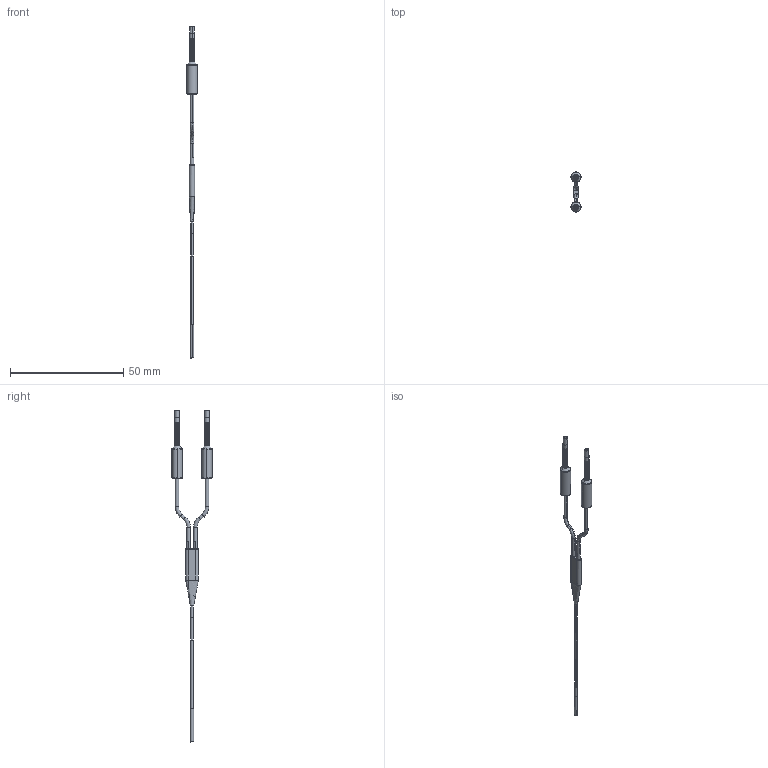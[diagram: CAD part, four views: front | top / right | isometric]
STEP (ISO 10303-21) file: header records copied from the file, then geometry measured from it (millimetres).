
FILE_DESCRIPTION((''),'2;1');
FILE_NAME('166386_ASM','2016-01-05T',('pdmadmin'),(''),'PRO/ENGINEER BY PARAMETRIC TECHNOLOGY CORPORATION, 2013230','PRO/ENGINEER BY PARAMETRIC TECHNOLOGY CORPORATION, 2013230','');
FILE_SCHEMA(('CONFIG_CONTROL_DESIGN'));
Length unit declared in the file: millimetre
Products named in the file (6): 11140_SHRNK_JNCTN; 38732; 38725; 38732_CURVED; 112649; 166386_ASM
Assembly tree (7 placements, depth 2):
  166386_ASM
    11140_SHRNK_JNCTN
    38732
    38725
    38732_CURVED  x2
    112649  x2
Bounding box: 4.6 x 17.81 x 146.43 mm (x, y, z)
Volume: 801.2 mm3; surface area: 2227.2 mm2
Topology: 7 solids, 11 shells, 675 faces, 1644 edges, 984 vertices
Faces by surface type: cone 278, cylinder 196, torus 166, plane 19, bspline 16
Entity records: 33504 total; most frequent: CARTESIAN_POINT 24307, DIRECTION 2224, ORIENTED_EDGE 1768, AXIS2_PLACEMENT_3D 980, EDGE_CURVE 900, CIRCLE 610, VERTEX_POINT 542, EDGE_LOOP 374
